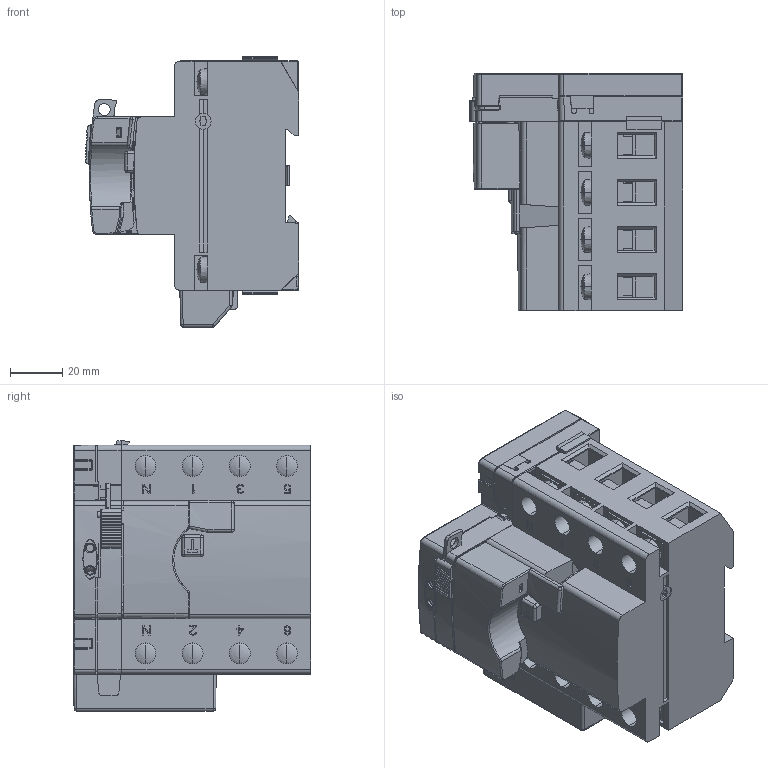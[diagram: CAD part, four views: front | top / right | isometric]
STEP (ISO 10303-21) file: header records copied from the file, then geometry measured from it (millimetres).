
FILE_DESCRIPTION((''),'2;1');
FILE_NAME('0000004906_ASM_SW0001','2021-06-22T21:19:07',('esors'),(''),'CREO PARAMETRIC BY PTC INC, 2018260','CREO PARAMETRIC BY PTC INC, 2018260','');
FILE_SCHEMA(('AUTOMOTIVE_DESIGN { 1 0 10303 214 1 1 1 1 }'));
Length unit declared in the file: millimetre
Products named in the file (1): 0000004906_ASM_SW0001
Bounding box: 81.62 x 90.5 x 103.15 mm (x, y, z)
Volume: 246610.1 mm3; surface area: 124903.6 mm2
Topology: 4 solids, 4 shells, 5024 faces, 13680 edges, 8331 vertices
Faces by surface type: plane 2407, cylinder 1287, bspline 399, cone 325, sphere 303, torus 303
Entity records: 181914 total; most frequent: CARTESIAN_POINT 57789, ORIENTED_EDGE 26756, DIRECTION 24217, EDGE_CURVE 13378, VERTEX_POINT 8330, AXIS2_PLACEMENT_3D 8236, VECTOR 7745, LINE 7745
